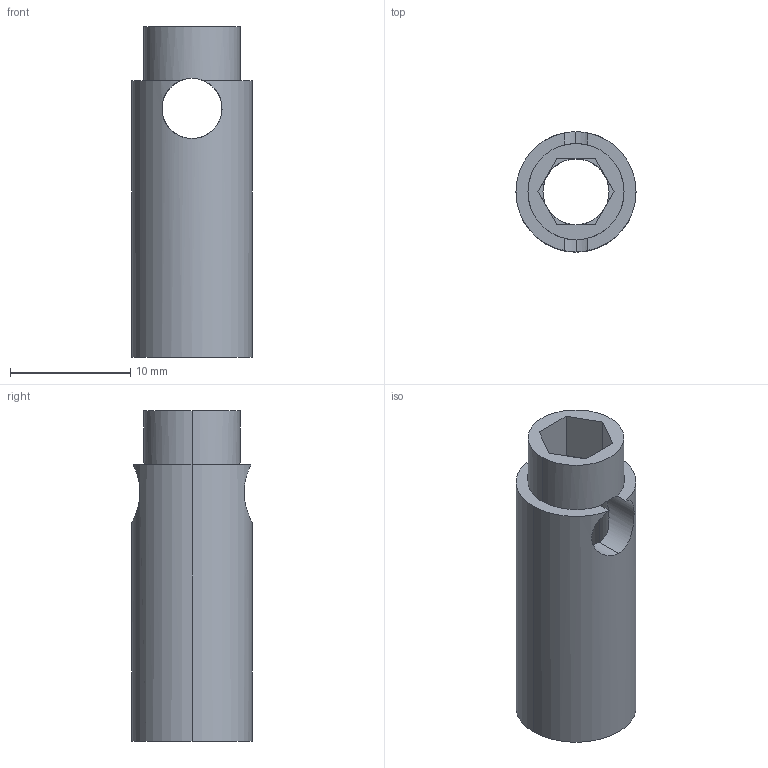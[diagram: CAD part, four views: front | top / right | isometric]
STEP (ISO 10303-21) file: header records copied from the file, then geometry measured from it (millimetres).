
FILE_DESCRIPTION (( 'STEP AP214' ), '1' );
FILE_NAME ('A261 Ðåçüáîâîé ñîåäèíèòåëü M10, ïàç 8.STEP', '2021-08-31T12:41:25', ( 'Windows User' ), ( '' ), 'SwSTEP 2.0', 'SolidWorks 2021', '' );
FILE_SCHEMA (( 'AUTOMOTIVE_DESIGN' ));
Length unit declared in the file: millimetre
Products named in the file (1): A261 Ðåçüáîâîé ñîåäèíèòåëü M10, ïàç 8
Bounding box: 10 x 10 x 27.5 mm (x, y, z)
Volume: 1244.4 mm3; surface area: 1430.6 mm2
Topology: 1 solids, 1 shells, 46 faces, 112 edges, 66 vertices
Faces by surface type: plane 34, cylinder 12
Entity records: 1624 total; most frequent: CARTESIAN_POINT 481, DIRECTION 230, ORIENTED_EDGE 224, EDGE_CURVE 112, AXIS2_PLACEMENT_3D 83, VERTEX_POINT 66, VECTOR 64, LINE 64
